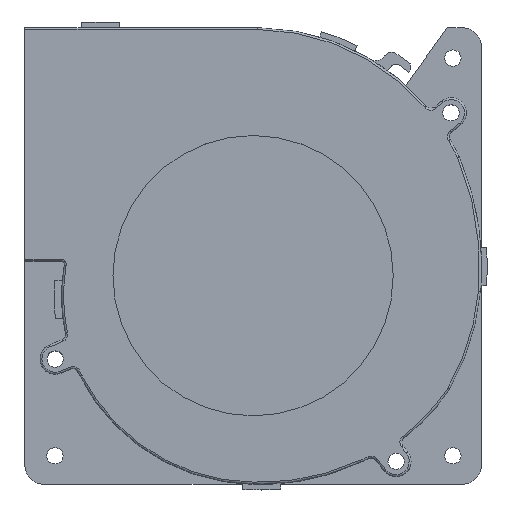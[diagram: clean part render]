
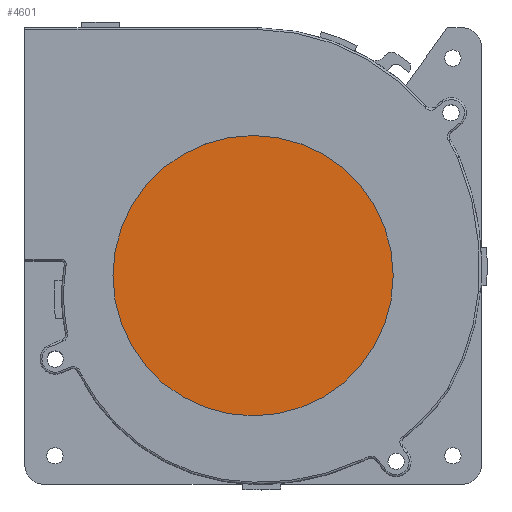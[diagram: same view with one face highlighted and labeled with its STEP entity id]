
A CAD part, top view. The second image highlights one B-rep face of the part: STEP entity #4601.
In plain terms, the highlighted planar face has unit normal (0, 0, 1).
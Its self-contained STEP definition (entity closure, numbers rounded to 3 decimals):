
#9 = VECTOR ( 'NONE', #2720, 1000. ) ;
#42 = CARTESIAN_POINT ( 'NONE',  ( -60.25, 64.5, 1.15 ) ) ;
#43 = ORIENTED_EDGE ( 'NONE', *, *, #2261, .F. ) ;
#75 = AXIS2_PLACEMENT_3D ( 'NONE', #1414, #394, #4288 ) ;
#117 = DIRECTION ( 'NONE',  ( -0.902, -0.432, 0. ) ) ;
#154 = EDGE_CURVE ( 'NONE', #3477, #1506, #595, .T. ) ;
#167 = DIRECTION ( 'NONE',  ( 0.92, 0.391, 0. ) ) ;
#254 = CARTESIAN_POINT ( 'NONE',  ( -60.25, 64.5, 1.15 ) ) ;
#296 = DIRECTION ( 'NONE',  ( 0., 0., -1. ) ) ;
#322 = VERTEX_POINT ( 'NONE', #1765 ) ;
#337 = DIRECTION ( 'NONE',  ( 0.426, -0.905, 0. ) ) ;
#351 = AXIS2_PLACEMENT_3D ( 'NONE', #3393, #924, #167 ) ;
#368 = CIRCLE ( 'NONE', #4480, 60.5 ) ;
#394 = DIRECTION ( 'NONE',  ( 0., 0., -1. ) ) ;
#415 = VERTEX_POINT ( 'NONE', #2935 ) ;
#507 = CIRCLE ( 'NONE', #3141, 49. ) ;
#534 = CARTESIAN_POINT ( 'NONE',  ( -50.856, 2.9, 1.15 ) ) ;
#595 = CIRCLE ( 'NONE', #2012, 60.5 ) ;
#763 = ORIENTED_EDGE ( 'NONE', *, *, #1656, .F. ) ;
#797 = LINE ( 'NONE', #254, #1229 ) ;
#834 = CARTESIAN_POINT ( 'NONE',  ( -1.839, -5.343, 1.15 ) ) ;
#880 = DIRECTION ( 'NONE',  ( 0., 0., -1. ) ) ;
#924 = DIRECTION ( 'NONE',  ( 0., 0., -1. ) ) ;
#925 = ORIENTED_EDGE ( 'NONE', *, *, #2153, .T. ) ;
#927 = CARTESIAN_POINT ( 'NONE',  ( -50.856, 4.9, 1.15 ) ) ;
#945 = AXIS2_PLACEMENT_3D ( 'NONE', #834, #1584, #117 ) ;
#1170 = LINE ( 'NONE', #2318, #9 ) ;
#1229 = VECTOR ( 'NONE', #1663, 1000. ) ;
#1237 = VERTEX_POINT ( 'NONE', #927 ) ;
#1289 = VECTOR ( 'NONE', #2193, 1000. ) ;
#1294 = AXIS2_PLACEMENT_3D ( 'NONE', #534, #4319, #1480 ) ;
#1414 = CARTESIAN_POINT ( 'NONE',  ( 0.683, -3.004, 1.15 ) ) ;
#1453 = CIRCLE ( 'NONE', #351, 73.007 ) ;
#1480 = DIRECTION ( 'NONE',  ( 0.986, -0.166, 0. ) ) ;
#1506 = VERTEX_POINT ( 'NONE', #3319 ) ;
#1574 = CARTESIAN_POINT ( 'NONE',  ( 28.006, -48.281, 1.15 ) ) ;
#1584 = DIRECTION ( 'NONE',  ( 0., 0., -1. ) ) ;
#1635 = ORIENTED_EDGE ( 'NONE', *, *, #1819, .F. ) ;
#1656 = EDGE_CURVE ( 'NONE', #1506, #3428, #368, .T. ) ;
#1663 = DIRECTION ( 'NONE',  ( 1., 0., 0. ) ) ;
#1763 = VERTEX_POINT ( 'NONE', #2654 ) ;
#1765 = CARTESIAN_POINT ( 'NONE',  ( -60.25, 64.5, 1.15 ) ) ;
#1819 = EDGE_CURVE ( 'NONE', #3439, #2638, #1453, .T. ) ;
#1881 = CARTESIAN_POINT ( 'NONE',  ( -44.853, -25.972, 1.15 ) ) ;
#1947 = DIRECTION ( 'NONE',  ( 0., 0., -1. ) ) ;
#2012 = AXIS2_PLACEMENT_3D ( 'NONE', #2406, #296, #337 ) ;
#2129 = PLANE ( 'NONE',  #4000 ) ;
#2153 = EDGE_CURVE ( 'NONE', #322, #1763, #2523, .T. ) ;
#2193 = DIRECTION ( 'NONE',  ( 0., -1., 0. ) ) ;
#2251 = AXIS2_PLACEMENT_3D ( 'NONE', #4509, #880, #4476 ) ;
#2261 = EDGE_CURVE ( 'NONE', #2638, #415, #3515, .T. ) ;
#2275 = CARTESIAN_POINT ( 'NONE',  ( 9.87, -2.761, 1.15 ) ) ;
#2318 = CARTESIAN_POINT ( 'NONE',  ( -50.856, 4.9, 1.15 ) ) ;
#2406 = CARTESIAN_POINT ( 'NONE',  ( 2.242, 6.459, 1.15 ) ) ;
#2408 = DIRECTION ( 'NONE',  ( 0.426, -0.905, 0. ) ) ;
#2508 = EDGE_CURVE ( 'NONE', #3428, #4264, #3671, .T. ) ;
#2523 = LINE ( 'NONE', #42, #1289 ) ;
#2543 = CARTESIAN_POINT ( 'NONE',  ( 53.475, 30.991, 1.15 ) ) ;
#2564 = CIRCLE ( 'NONE', #2251, 58.5 ) ;
#2638 = VERTEX_POINT ( 'NONE', #4332 ) ;
#2654 = CARTESIAN_POINT ( 'NONE',  ( -60.25, 4.9, 1.15 ) ) ;
#2720 = DIRECTION ( 'NONE',  ( -1., 0., 0. ) ) ;
#2810 = EDGE_CURVE ( 'NONE', #4264, #3758, #3195, .T. ) ;
#2820 = VERTEX_POINT ( 'NONE', #3659 ) ;
#2873 = ORIENTED_EDGE ( 'NONE', *, *, #3511, .F. ) ;
#2935 = CARTESIAN_POINT ( 'NONE',  ( 50.989, -29.411, 1.15 ) ) ;
#2936 = ORIENTED_EDGE ( 'NONE', *, *, #3458, .F. ) ;
#3009 = CIRCLE ( 'NONE', #1294, 2. ) ;
#3107 = ORIENTED_EDGE ( 'NONE', *, *, #4346, .F. ) ;
#3110 = CARTESIAN_POINT ( 'NONE',  ( 2.242, 6.459, 1.15 ) ) ;
#3141 = AXIS2_PLACEMENT_3D ( 'NONE', #2275, #1947, #3691 ) ;
#3182 = DIRECTION ( 'NONE',  ( 1., 0., 0. ) ) ;
#3195 = CIRCLE ( 'NONE', #945, 47.705 ) ;
#3258 = ORIENTED_EDGE ( 'NONE', *, *, #2508, .F. ) ;
#3271 = CARTESIAN_POINT ( 'NONE',  ( 0.025, -54., 1.15 ) ) ;
#3319 = CARTESIAN_POINT ( 'NONE',  ( 2.242, -54.041, 1.15 ) ) ;
#3370 = ORIENTED_EDGE ( 'NONE', *, *, #4049, .F. ) ;
#3393 = CARTESIAN_POINT ( 'NONE',  ( -13.717, 2.438, 1.15 ) ) ;
#3428 = VERTEX_POINT ( 'NONE', #3271 ) ;
#3431 = ORIENTED_EDGE ( 'NONE', *, *, #2810, .F. ) ;
#3439 = VERTEX_POINT ( 'NONE', #2543 ) ;
#3458 = EDGE_CURVE ( 'NONE', #3758, #1237, #3009, .T. ) ;
#3477 = VERTEX_POINT ( 'NONE', #1574 ) ;
#3511 = EDGE_CURVE ( 'NONE', #2820, #3439, #2564, .T. ) ;
#3515 = CIRCLE ( 'NONE', #3979, 63. ) ;
#3537 = EDGE_CURVE ( 'NONE', #322, #2820, #797, .T. ) ;
#3604 = ORIENTED_EDGE ( 'NONE', *, *, #154, .F. ) ;
#3649 = CARTESIAN_POINT ( 'NONE',  ( -3.724, 1.822, 1.15 ) ) ;
#3659 = CARTESIAN_POINT ( 'NONE',  ( 1.156, 64.5, 1.15 ) ) ;
#3671 = CIRCLE ( 'NONE', #75, 51. ) ;
#3691 = DIRECTION ( 'NONE',  ( 0.839, -0.544, 0. ) ) ;
#3738 = DIRECTION ( 'NONE',  ( 0.996, -0.095, 0. ) ) ;
#3758 = VERTEX_POINT ( 'NONE', #4227 ) ;
#3979 = AXIS2_PLACEMENT_3D ( 'NONE', #3649, #4475, #3738 ) ;
#4000 = AXIS2_PLACEMENT_3D ( 'NONE', #4607, #4245, #3182 ) ;
#4007 = FACE_OUTER_BOUND ( 'NONE', #4419, .T. ) ;
#4049 = EDGE_CURVE ( 'NONE', #415, #3477, #507, .T. ) ;
#4157 = ORIENTED_EDGE ( 'NONE', *, *, #3537, .F. ) ;
#4227 = CARTESIAN_POINT ( 'NONE',  ( -48.883, 2.568, 1.15 ) ) ;
#4245 = DIRECTION ( 'NONE',  ( 0., 0., 1. ) ) ;
#4264 = VERTEX_POINT ( 'NONE', #1881 ) ;
#4288 = DIRECTION ( 'NONE',  ( -0.013, -1., 0. ) ) ;
#4319 = DIRECTION ( 'NONE',  ( 0., 0., 1. ) ) ;
#4332 = CARTESIAN_POINT ( 'NONE',  ( 58.993, -4.142, 1.15 ) ) ;
#4346 = EDGE_CURVE ( 'NONE', #1237, #1763, #1170, .T. ) ;
#4419 = EDGE_LOOP ( 'NONE', ( #3107, #2936, #3431, #3258, #763, #3604, #3370, #43, #1635, #2873, #4157, #925 ) ) ;
#4475 = DIRECTION ( 'NONE',  ( 0., 0., -1. ) ) ;
#4476 = DIRECTION ( 'NONE',  ( 0.01, 1., 0. ) ) ;
#4480 = AXIS2_PLACEMENT_3D ( 'NONE', #3110, #4544, #2408 ) ;
#4509 = CARTESIAN_POINT ( 'NONE',  ( 0.581, 6.003, 1.15 ) ) ;
#4544 = DIRECTION ( 'NONE',  ( 0., 0., -1. ) ) ;
#4601 = ADVANCED_FACE ( 'NONE', ( #4007 ), #2129, .T. ) ;
#4607 = CARTESIAN_POINT ( 'NONE',  ( 0., 0., 1.15 ) ) ;
